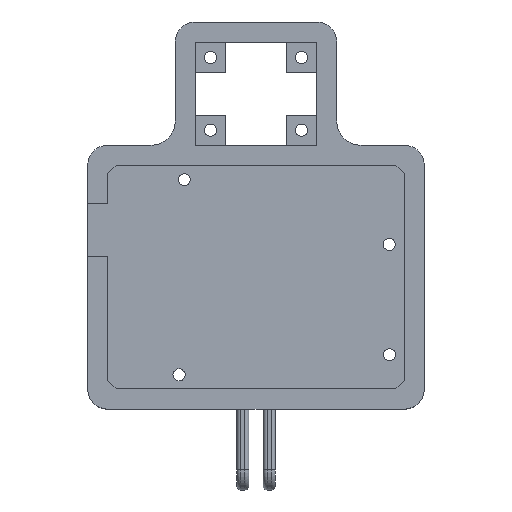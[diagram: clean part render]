
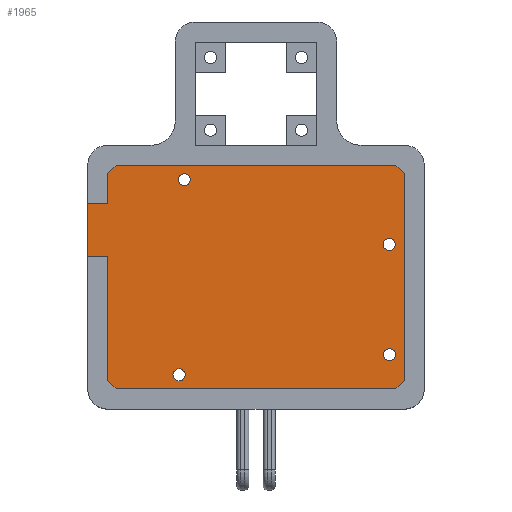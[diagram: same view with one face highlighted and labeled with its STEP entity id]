
A CAD part, top view. The second image highlights one B-rep face of the part: STEP entity #1965.
In plain terms, the highlighted planar face has unit normal (0, 0, 1).
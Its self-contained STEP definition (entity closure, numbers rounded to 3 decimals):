
#847 = VERTEX_POINT('',#848);
#848 = CARTESIAN_POINT('',(-41.65,5.16,0.));
#854 = EDGE_CURVE('',#847,#855,#857,.T.);
#855 = VERTEX_POINT('',#856);
#856 = CARTESIAN_POINT('',(-41.65,18.16,0.));
#857 = LINE('',#858,#859);
#858 = CARTESIAN_POINT('',(-41.65,-32.66,0.));
#859 = VECTOR('',#860,1.);
#860 = DIRECTION('',(0.,1.,0.));
#1123 = VERTEX_POINT('',#1124);
#1124 = CARTESIAN_POINT('',(34.55,-19.16,0.));
#1130 = EDGE_CURVE('',#1123,#1123,#1131,.T.);
#1131 = CIRCLE('',#1132,1.5);
#1132 = AXIS2_PLACEMENT_3D('',#1133,#1134,#1135);
#1133 = CARTESIAN_POINT('',(33.05,-19.16,0.));
#1134 = DIRECTION('',(0.,0.,1.));
#1135 = DIRECTION('',(1.,0.,0.));
#1148 = VERTEX_POINT('',#1149);
#1149 = CARTESIAN_POINT('',(34.45,8.16,0.));
#1155 = EDGE_CURVE('',#1148,#1148,#1156,.T.);
#1156 = CIRCLE('',#1157,1.5);
#1157 = AXIS2_PLACEMENT_3D('',#1158,#1159,#1160);
#1158 = CARTESIAN_POINT('',(32.95,8.16,0.));
#1159 = DIRECTION('',(0.,0.,1.));
#1160 = DIRECTION('',(1.,0.,0.));
#1173 = VERTEX_POINT('',#1174);
#1174 = CARTESIAN_POINT('',(-17.55,-24.16,0.));
#1180 = EDGE_CURVE('',#1173,#1173,#1181,.T.);
#1181 = CIRCLE('',#1182,1.5);
#1182 = AXIS2_PLACEMENT_3D('',#1183,#1184,#1185);
#1183 = CARTESIAN_POINT('',(-19.05,-24.16,0.));
#1184 = DIRECTION('',(0.,0.,1.));
#1185 = DIRECTION('',(1.,0.,0.));
#1248 = VERTEX_POINT('',#1249);
#1249 = CARTESIAN_POINT('',(-16.25,24.16,0.));
#1255 = EDGE_CURVE('',#1248,#1248,#1256,.T.);
#1256 = CIRCLE('',#1257,1.5);
#1257 = AXIS2_PLACEMENT_3D('',#1258,#1259,#1260);
#1258 = CARTESIAN_POINT('',(-17.75,24.16,0.));
#1259 = DIRECTION('',(0.,0.,1.));
#1260 = DIRECTION('',(1.,0.,0.));
#1703 = EDGE_CURVE('',#847,#1704,#1706,.T.);
#1704 = VERTEX_POINT('',#1705);
#1705 = CARTESIAN_POINT('',(-36.65,5.16,0.));
#1706 = LINE('',#1707,#1708);
#1707 = CARTESIAN_POINT('',(-41.65,5.16,0.));
#1708 = VECTOR('',#1709,1.);
#1709 = DIRECTION('',(1.,0.,0.));
#1729 = VERTEX_POINT('',#1730);
#1730 = CARTESIAN_POINT('',(-36.65,18.16,0.));
#1736 = EDGE_CURVE('',#855,#1729,#1737,.T.);
#1737 = LINE('',#1738,#1739);
#1738 = CARTESIAN_POINT('',(-41.65,18.16,0.));
#1739 = VECTOR('',#1740,1.);
#1740 = DIRECTION('',(1.,0.,0.));
#1750 = EDGE_CURVE('',#1704,#1751,#1753,.T.);
#1751 = VERTEX_POINT('',#1752);
#1752 = CARTESIAN_POINT('',(-36.65,-25.66,0.));
#1753 = LINE('',#1754,#1755);
#1754 = CARTESIAN_POINT('',(-36.65,27.66,0.));
#1755 = VECTOR('',#1756,1.);
#1756 = DIRECTION('',(0.,-1.,0.));
#1774 = EDGE_CURVE('',#1775,#1729,#1777,.T.);
#1775 = VERTEX_POINT('',#1776);
#1776 = CARTESIAN_POINT('',(-36.65,25.66,0.));
#1777 = LINE('',#1778,#1779);
#1778 = CARTESIAN_POINT('',(-36.65,27.66,0.));
#1779 = VECTOR('',#1780,1.);
#1780 = DIRECTION('',(0.,-1.,0.));
#1798 = EDGE_CURVE('',#1751,#1799,#1801,.T.);
#1799 = VERTEX_POINT('',#1800);
#1800 = CARTESIAN_POINT('',(-34.65,-27.66,0.));
#1801 = LINE('',#1802,#1803);
#1802 = CARTESIAN_POINT('',(-33.403,-28.908,0.));
#1803 = VECTOR('',#1804,1.);
#1804 = DIRECTION('',(0.707,-0.707,0.));
#1822 = EDGE_CURVE('',#1823,#1775,#1825,.T.);
#1823 = VERTEX_POINT('',#1824);
#1824 = CARTESIAN_POINT('',(-34.65,27.66,0.));
#1825 = LINE('',#1826,#1827);
#1826 = CARTESIAN_POINT('',(-33.403,28.908,0.));
#1827 = VECTOR('',#1828,1.);
#1828 = DIRECTION('',(-0.707,-0.707,0.));
#1846 = EDGE_CURVE('',#1799,#1847,#1849,.T.);
#1847 = VERTEX_POINT('',#1848);
#1848 = CARTESIAN_POINT('',(34.65,-27.66,0.));
#1849 = LINE('',#1850,#1851);
#1850 = CARTESIAN_POINT('',(-36.65,-27.66,0.));
#1851 = VECTOR('',#1852,1.);
#1852 = DIRECTION('',(1.,0.,0.));
#1870 = EDGE_CURVE('',#1871,#1823,#1873,.T.);
#1871 = VERTEX_POINT('',#1872);
#1872 = CARTESIAN_POINT('',(34.65,27.66,0.));
#1873 = LINE('',#1874,#1875);
#1874 = CARTESIAN_POINT('',(36.65,27.66,0.));
#1875 = VECTOR('',#1876,1.);
#1876 = DIRECTION('',(-1.,0.,0.));
#1894 = EDGE_CURVE('',#1847,#1895,#1897,.T.);
#1895 = VERTEX_POINT('',#1896);
#1896 = CARTESIAN_POINT('',(36.65,-25.66,0.));
#1897 = LINE('',#1898,#1899);
#1898 = CARTESIAN_POINT('',(33.403,-28.908,0.));
#1899 = VECTOR('',#1900,1.);
#1900 = DIRECTION('',(0.707,0.707,0.));
#1918 = EDGE_CURVE('',#1919,#1871,#1921,.T.);
#1919 = VERTEX_POINT('',#1920);
#1920 = CARTESIAN_POINT('',(36.65,25.66,0.));
#1921 = LINE('',#1922,#1923);
#1922 = CARTESIAN_POINT('',(33.403,28.908,0.));
#1923 = VECTOR('',#1924,1.);
#1924 = DIRECTION('',(-0.707,0.707,0.));
#1942 = EDGE_CURVE('',#1895,#1919,#1943,.T.);
#1943 = LINE('',#1944,#1945);
#1944 = CARTESIAN_POINT('',(36.65,-27.66,0.));
#1945 = VECTOR('',#1946,1.);
#1946 = DIRECTION('',(0.,1.,0.));
#1965 = ADVANCED_FACE('',(#1966,#1980,#1983,#1986,#1989),#1992,.T.);
#1966 = FACE_BOUND('',#1967,.T.);
#1967 = EDGE_LOOP('',(#1968,#1969,#1970,#1971,#1972,#1973,#1974,#1975,
    #1976,#1977,#1978,#1979));
#1968 = ORIENTED_EDGE('',*,*,#1774,.T.);
#1969 = ORIENTED_EDGE('',*,*,#1736,.F.);
#1970 = ORIENTED_EDGE('',*,*,#854,.F.);
#1971 = ORIENTED_EDGE('',*,*,#1703,.T.);
#1972 = ORIENTED_EDGE('',*,*,#1750,.T.);
#1973 = ORIENTED_EDGE('',*,*,#1798,.T.);
#1974 = ORIENTED_EDGE('',*,*,#1846,.T.);
#1975 = ORIENTED_EDGE('',*,*,#1894,.T.);
#1976 = ORIENTED_EDGE('',*,*,#1942,.T.);
#1977 = ORIENTED_EDGE('',*,*,#1918,.T.);
#1978 = ORIENTED_EDGE('',*,*,#1870,.T.);
#1979 = ORIENTED_EDGE('',*,*,#1822,.T.);
#1980 = FACE_BOUND('',#1981,.T.);
#1981 = EDGE_LOOP('',(#1982));
#1982 = ORIENTED_EDGE('',*,*,#1180,.F.);
#1983 = FACE_BOUND('',#1984,.T.);
#1984 = EDGE_LOOP('',(#1985));
#1985 = ORIENTED_EDGE('',*,*,#1130,.F.);
#1986 = FACE_BOUND('',#1987,.T.);
#1987 = EDGE_LOOP('',(#1988));
#1988 = ORIENTED_EDGE('',*,*,#1255,.F.);
#1989 = FACE_BOUND('',#1990,.T.);
#1990 = EDGE_LOOP('',(#1991));
#1991 = ORIENTED_EDGE('',*,*,#1155,.F.);
#1992 = PLANE('',#1993);
#1993 = AXIS2_PLACEMENT_3D('',#1994,#1995,#1996);
#1994 = CARTESIAN_POINT('',(0.,0.,0.));
#1995 = DIRECTION('',(0.,0.,1.));
#1996 = DIRECTION('',(1.,0.,0.));
